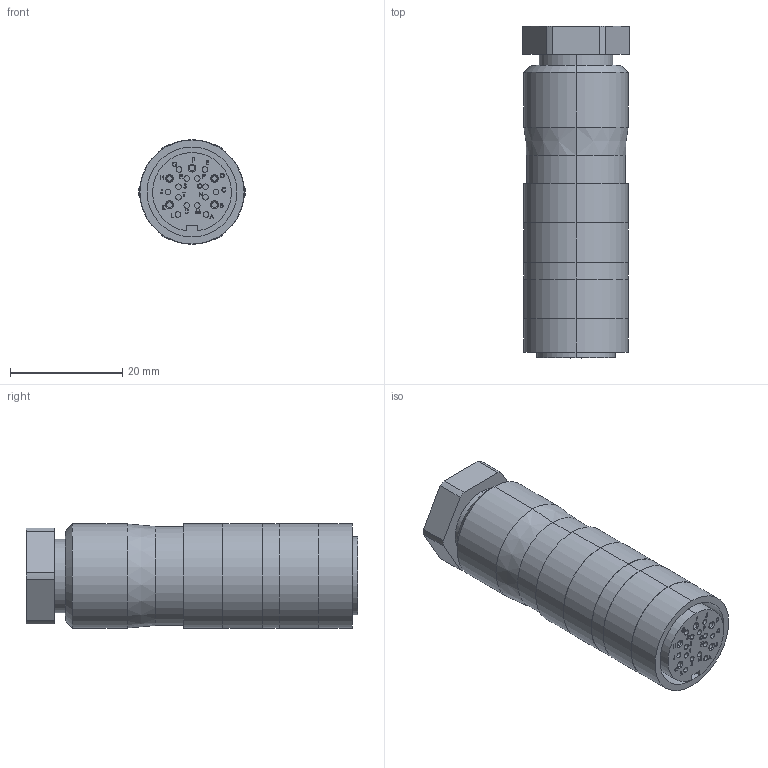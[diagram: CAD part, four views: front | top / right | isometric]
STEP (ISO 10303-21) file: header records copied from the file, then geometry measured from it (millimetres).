
FILE_DESCRIPTION (( 'STEP AP214' ), '1' );
FILE_NAME ('220-CON19-AIR.STEP', '2025-03-03T14:39:10', ( '' ), ( '' ), 'SwSTEP 2.0', 'SolidWorks 2022', '' );
FILE_SCHEMA (( 'AUTOMOTIVE_DESIGN' ));
Length unit declared in the file: millimetre
Products named in the file (1): 220-CON19-AIR
Bounding box: 19 x 59 x 18.6 mm (x, y, z)
Volume: 14329 mm3; surface area: 5813.7 mm2
Topology: 1 solids, 1 shells, 373 faces, 932 edges, 616 vertices
Faces by surface type: plane 211, bspline 80, cylinder 66, cone 16
Entity records: 17019 total; most frequent: CARTESIAN_POINT 7042, ORIENTED_EDGE 1864, DIRECTION 1508, EDGE_CURVE 932, LINE 624, VECTOR 624, VERTEX_POINT 616, AXIS2_PLACEMENT_3D 442
